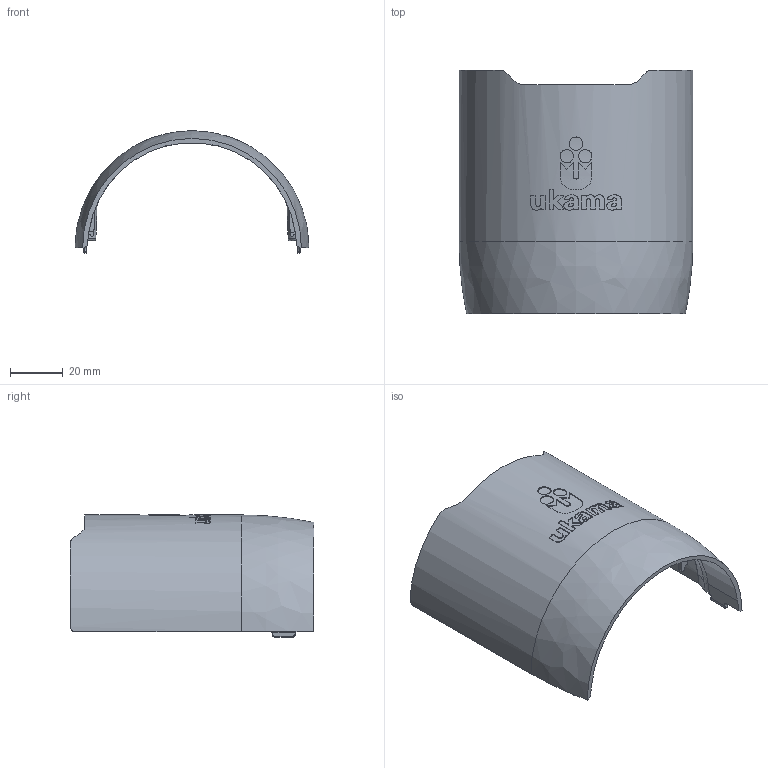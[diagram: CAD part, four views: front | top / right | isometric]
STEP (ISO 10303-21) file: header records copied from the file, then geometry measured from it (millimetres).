
FILE_DESCRIPTION((''),'2;1');
FILE_NAME('006_CAP-FEM21','2022-02-25T',('designer'),(''),'CREO PARAMETRIC BY PTC INC, 2016130','CREO PARAMETRIC BY PTC INC, 2016130','');
FILE_SCHEMA(('CONFIG_CONTROL_DESIGN'));
Length unit declared in the file: millimetre
Products named in the file (1): 006_CAP-FEM21
Bounding box: 88.9 x 92.48 x 46.45 mm (x, y, z)
Volume: 35392.4 mm3; surface area: 26214.1 mm2
Topology: 1 solids, 1 shells, 437 faces, 1156 edges, 740 vertices
Faces by surface type: extrusion 155, plane 116, bspline 95, cylinder 46, cone 21, torus 4
Entity records: 20214 total; most frequent: CARTESIAN_POINT 10829, ORIENTED_EDGE 2312, DIRECTION 1201, EDGE_CURVE 1156, B_SPLINE_CURVE_WITH_KNOTS 765, VERTEX_POINT 740, VECTOR 575, EDGE_LOOP 456
